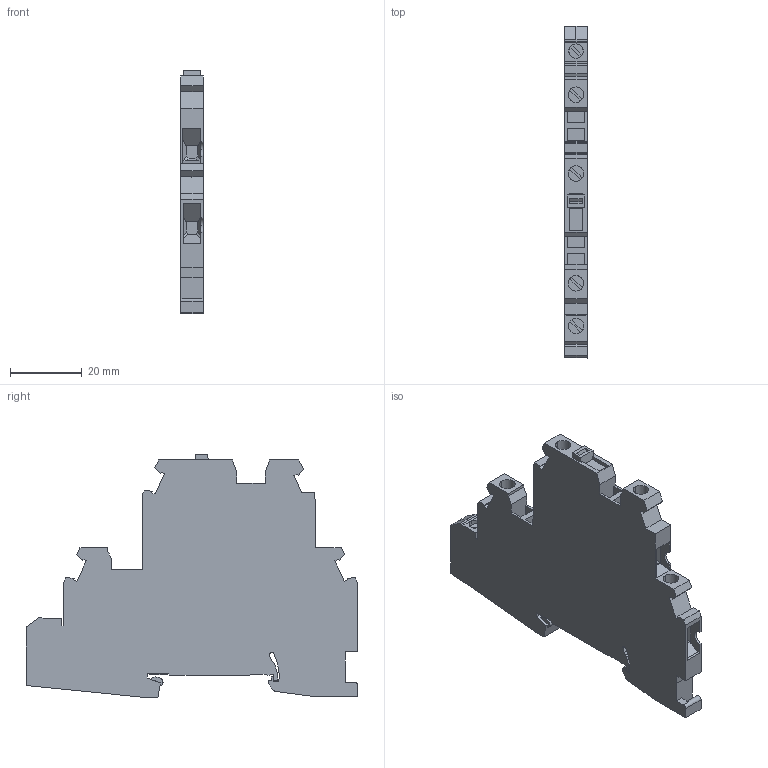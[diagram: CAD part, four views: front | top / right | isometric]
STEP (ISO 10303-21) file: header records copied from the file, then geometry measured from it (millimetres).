
FILE_DESCRIPTION(('Creo Elements/Direct Modeling STEP Export'),'2;1');
FILE_NAME('model.stp','2021-02-02T 0:13:45',(''),(''),'Creo Elements/Direct Modeling STEP processor for AP214 (Solid Model)','Creo Elements/Direct Modeling 20.1A 29-Sep-2018 (C) Parametric Technology GmbH','');
FILE_SCHEMA(('AUTOMOTIVE_DESIGN { 1 0 10303 214 1 1 1 1 }'));
Length unit declared in the file: millimetre
Products named in the file (2): UT_4-PE_L_MT-select
Assembly tree (1 placements, depth 2):
  UT_4-PE_L_MT-select
    UT_4-PE_L_MT-select
Bounding box: 6.15 x 92.69 x 68 mm (x, y, z)
Volume: 23812.1 mm3; surface area: 13141.1 mm2
Topology: 1 solids, 1 shells, 326 faces, 914 edges, 599 vertices
Faces by surface type: plane 291, cylinder 34, extrusion 1
Entity records: 12647 total; most frequent: ORIENTED_EDGE 1828, CARTESIAN_POINT 1798, DIRECTION 1524, EDGE_CURVE 914, VECTOR 810, LINE 809, VERTEX_POINT 599, AXIS2_PLACEMENT_3D 357
